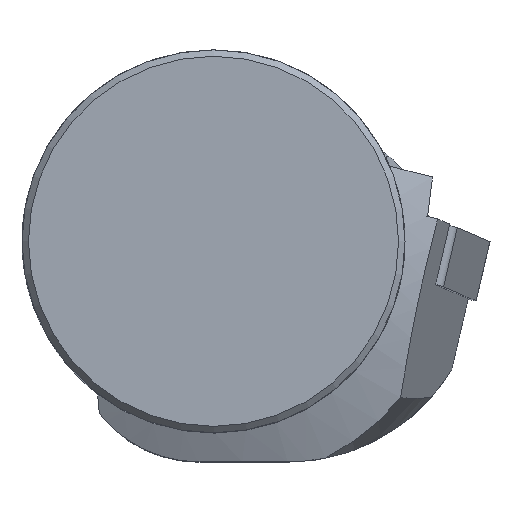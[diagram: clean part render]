
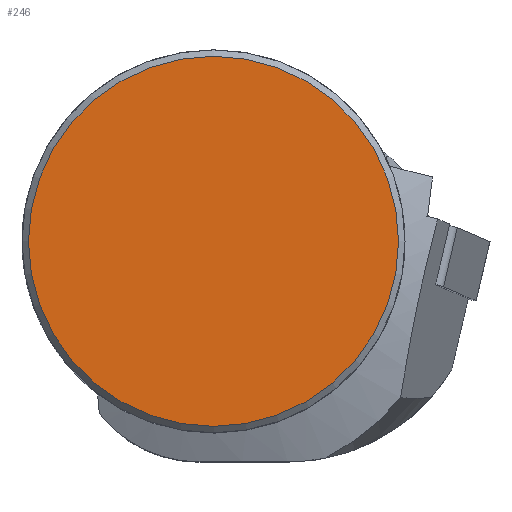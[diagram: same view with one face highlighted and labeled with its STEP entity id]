
A CAD part, top view. The second image highlights one B-rep face of the part: STEP entity #246.
In plain terms, the highlighted planar face has unit normal (0, 0, 1).
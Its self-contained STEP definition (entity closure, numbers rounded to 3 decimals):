
#147=FACE_OUTER_BOUND('',#396,.T.);
#246=ADVANCED_FACE('',(#147),#310,.T.);
#310=PLANE('',#1675);
#396=EDGE_LOOP('',(#767));
#529=CIRCLE('',#1617,19.325);
#767=ORIENTED_EDGE('',*,*,#1162,.T.);
#1017=VERTEX_POINT('',#2206);
#1162=EDGE_CURVE('',#1017,#1017,#529,.T.);
#1617=AXIS2_PLACEMENT_3D('',#2205,#1805,#1806);
#1675=AXIS2_PLACEMENT_3D('',#2411,#1963,#1964);
#1805=DIRECTION('',(0.,0.,1.));
#1806=DIRECTION('',(1.,0.,0.));
#1963=DIRECTION('',(0.,0.,1.));
#1964=DIRECTION('',(1.,0.,0.));
#2205=CARTESIAN_POINT('',(0.,0.,0.));
#2206=CARTESIAN_POINT('',(19.325,0.,0.));
#2411=CARTESIAN_POINT('',(0.,0.,0.));
